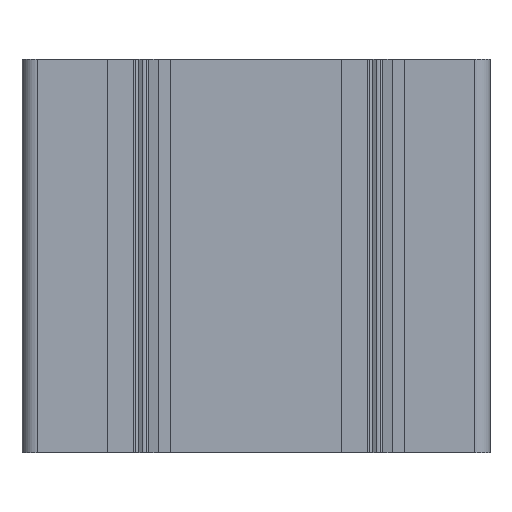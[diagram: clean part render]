
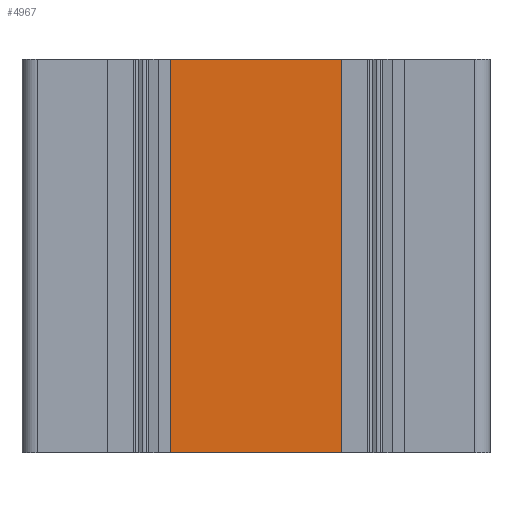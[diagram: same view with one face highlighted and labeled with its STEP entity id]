
A CAD part, left-side view. The second image highlights one B-rep face of the part: STEP entity #4967.
In plain terms, the highlighted planar face has unit normal (-1, 0, 0).
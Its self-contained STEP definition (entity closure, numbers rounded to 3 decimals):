
#508=ORIENTED_EDGE('',*,*,#2044,.F.);
#509=ORIENTED_EDGE('',*,*,#2045,.F.);
#510=ORIENTED_EDGE('',*,*,#1836,.T.);
#511=ORIENTED_EDGE('',*,*,#2046,.T.);
#1836=EDGE_CURVE('',#2604,#2605,#3116,.T.);
#2044=EDGE_CURVE('',#2812,#2813,#3268,.T.);
#2045=EDGE_CURVE('',#2604,#2812,#3269,.T.);
#2046=EDGE_CURVE('',#2605,#2813,#3270,.T.);
#2604=VERTEX_POINT('',#7104);
#2605=VERTEX_POINT('',#7105);
#2812=VERTEX_POINT('',#7521);
#2813=VERTEX_POINT('',#7522);
#3116=LINE('',#7103,#3700);
#3268=LINE('',#7520,#3852);
#3269=LINE('',#7523,#3853);
#3270=LINE('',#7524,#3854);
#3700=VECTOR('',#5667,1000.);
#3852=VECTOR('',#5933,1000.);
#3853=VECTOR('',#5934,1000.);
#3854=VECTOR('',#5935,1000.);
#4286=EDGE_LOOP('',(#508,#509,#510,#511));
#4546=FACE_BOUND('',#4286,.T.);
#4805=PLANE('',#5294);
#4967=ADVANCED_FACE('',(#4546),#4805,.T.);
#5294=AXIS2_PLACEMENT_3D('',#7519,#5931,#5932);
#5667=DIRECTION('',(0.,-1.,0.));
#5931=DIRECTION('',(-1.,0.,0.));
#5932=DIRECTION('',(0.,0.,1.));
#5933=DIRECTION('',(0.,-1.,0.));
#5934=DIRECTION('',(0.,0.,1.));
#5935=DIRECTION('',(0.,0.,1.));
#7103=CARTESIAN_POINT('',(-30.,11.,-50.5));
#7104=CARTESIAN_POINT('',(-30.,11.,-50.5));
#7105=CARTESIAN_POINT('',(-30.,-11.,-50.5));
#7519=CARTESIAN_POINT('',(-30.,11.,-50.5));
#7520=CARTESIAN_POINT('',(-30.,11.,0.));
#7521=CARTESIAN_POINT('',(-30.,11.,0.));
#7522=CARTESIAN_POINT('',(-30.,-11.,0.));
#7523=CARTESIAN_POINT('',(-30.,11.,-50.5));
#7524=CARTESIAN_POINT('',(-30.,-11.,-50.5));
